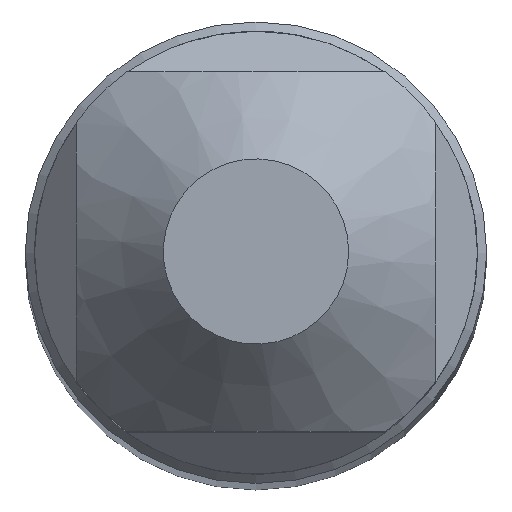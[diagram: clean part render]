
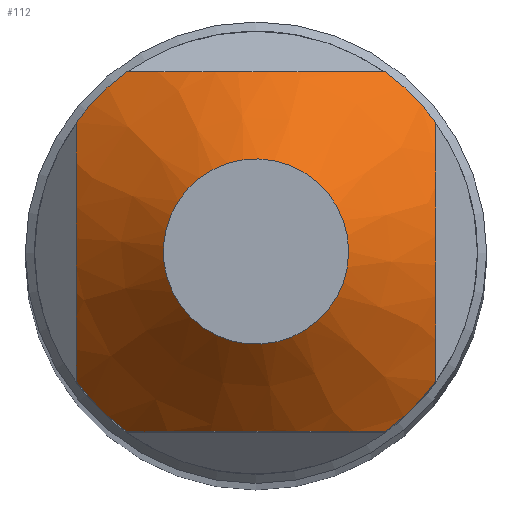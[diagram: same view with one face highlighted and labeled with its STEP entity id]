
A CAD part, top view. The second image highlights one B-rep face of the part: STEP entity #112.
In plain terms, the highlighted conical face has half-angle 45 degrees and reference radius 0.719 mm.
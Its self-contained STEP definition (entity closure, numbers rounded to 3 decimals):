
#112=ADVANCED_FACE('',(#140,#141),#125,.T.);
#125=CONICAL_SURFACE('',#421,0.719,45.);
#140=FACE_BOUND('',#171,.T.);
#141=FACE_BOUND('',#172,.T.);
#171=EDGE_LOOP('',(#219));
#172=EDGE_LOOP('',(#220,#221,#222,#223,#224,#225,#226,#227));
#219=ORIENTED_EDGE('',*,*,#299,.F.);
#220=ORIENTED_EDGE('',*,*,#315,.T.);
#221=ORIENTED_EDGE('',*,*,#316,.T.);
#222=ORIENTED_EDGE('',*,*,#317,.T.);
#223=ORIENTED_EDGE('',*,*,#303,.T.);
#224=ORIENTED_EDGE('',*,*,#318,.T.);
#225=ORIENTED_EDGE('',*,*,#308,.T.);
#226=ORIENTED_EDGE('',*,*,#319,.T.);
#227=ORIENTED_EDGE('',*,*,#313,.T.);
#270=VERTEX_POINT('',#597);
#273=VERTEX_POINT('',#605);
#274=VERTEX_POINT('',#612);
#277=VERTEX_POINT('',#621);
#278=VERTEX_POINT('',#628);
#281=VERTEX_POINT('',#637);
#282=VERTEX_POINT('',#644);
#283=VERTEX_POINT('',#648);
#284=VERTEX_POINT('',#655);
#299=EDGE_CURVE('',#270,#270,#336,.T.);
#303=EDGE_CURVE('',#274,#273,#356,.T.);
#308=EDGE_CURVE('',#278,#277,#357,.T.);
#313=EDGE_CURVE('',#282,#281,#358,.T.);
#315=EDGE_CURVE('',#281,#283,#337,.T.);
#316=EDGE_CURVE('',#283,#284,#359,.T.);
#317=EDGE_CURVE('',#284,#274,#338,.T.);
#318=EDGE_CURVE('',#273,#278,#339,.T.);
#319=EDGE_CURVE('',#277,#282,#340,.T.);
#336=CIRCLE('',#406,0.719);
#337=CIRCLE('',#417,1.719);
#338=CIRCLE('',#418,1.719);
#339=CIRCLE('',#419,1.719);
#340=CIRCLE('',#420,1.719);
#356=B_SPLINE_CURVE_WITH_KNOTS('',3,(#606,#607,#608,#609,#610,#611),
 .UNSPECIFIED.,.F.,.F.,(4,2,4),(0.,0.5,1.),.UNSPECIFIED.);
#357=B_SPLINE_CURVE_WITH_KNOTS('',3,(#622,#623,#624,#625,#626,#627),
 .UNSPECIFIED.,.F.,.F.,(4,2,4),(0.,0.5,1.),.UNSPECIFIED.);
#358=B_SPLINE_CURVE_WITH_KNOTS('',3,(#638,#639,#640,#641,#642,#643),
 .UNSPECIFIED.,.F.,.F.,(4,2,4),(0.,0.5,1.),.UNSPECIFIED.);
#359=B_SPLINE_CURVE_WITH_KNOTS('',3,(#649,#650,#651,#652,#653,#654),
 .UNSPECIFIED.,.F.,.F.,(4,2,4),(0.,0.5,1.),.UNSPECIFIED.);
#406=AXIS2_PLACEMENT_3D('',#596,#470,#471);
#417=AXIS2_PLACEMENT_3D('',#647,#501,#502);
#418=AXIS2_PLACEMENT_3D('',#656,#503,#504);
#419=AXIS2_PLACEMENT_3D('',#657,#505,#506);
#420=AXIS2_PLACEMENT_3D('',#658,#507,#508);
#421=AXIS2_PLACEMENT_3D('',#659,#509,#510);
#470=DIRECTION('',(0.,0.,1.));
#471=DIRECTION('',(1.,0.,0.));
#501=DIRECTION('',(0.,0.,1.));
#502=DIRECTION('',(-1.,0.,0.));
#503=DIRECTION('',(0.,0.,1.));
#504=DIRECTION('',(-1.,0.,0.));
#505=DIRECTION('',(0.,0.,1.));
#506=DIRECTION('',(-1.,0.,0.));
#507=DIRECTION('',(0.,0.,1.));
#508=DIRECTION('',(-1.,0.,0.));
#509=DIRECTION('',(0.,0.,-1.));
#510=DIRECTION('',(-1.,0.,0.));
#596=CARTESIAN_POINT('',(0.,0.,0.));
#597=CARTESIAN_POINT('',(0.719,0.,0.));
#605=CARTESIAN_POINT('',(-1.004,1.395,-1.));
#606=CARTESIAN_POINT('',(1.004,1.395,-1.));
#607=CARTESIAN_POINT('',(0.697,1.395,-0.82));
#608=CARTESIAN_POINT('',(0.355,1.395,-0.676));
#609=CARTESIAN_POINT('',(-0.354,1.395,-0.676));
#610=CARTESIAN_POINT('',(-0.698,1.395,-0.821));
#611=CARTESIAN_POINT('',(-1.004,1.395,-1.));
#612=CARTESIAN_POINT('',(1.004,1.395,-1.));
#621=CARTESIAN_POINT('',(-1.395,-1.004,-1.));
#622=CARTESIAN_POINT('',(-1.395,1.004,-1.));
#623=CARTESIAN_POINT('',(-1.395,0.698,-0.821));
#624=CARTESIAN_POINT('',(-1.395,0.354,-0.676));
#625=CARTESIAN_POINT('',(-1.395,-0.355,-0.676));
#626=CARTESIAN_POINT('',(-1.395,-0.697,-0.82));
#627=CARTESIAN_POINT('',(-1.395,-1.004,-1.));
#628=CARTESIAN_POINT('',(-1.395,1.004,-1.));
#637=CARTESIAN_POINT('',(1.004,-1.395,-1.));
#638=CARTESIAN_POINT('',(-1.004,-1.395,-1.));
#639=CARTESIAN_POINT('',(-0.698,-1.395,-0.821));
#640=CARTESIAN_POINT('',(-0.354,-1.395,-0.676));
#641=CARTESIAN_POINT('',(0.355,-1.395,-0.676));
#642=CARTESIAN_POINT('',(0.697,-1.395,-0.82));
#643=CARTESIAN_POINT('',(1.004,-1.395,-1.));
#644=CARTESIAN_POINT('',(-1.004,-1.395,-1.));
#647=CARTESIAN_POINT('',(0.,0.,-1.));
#648=CARTESIAN_POINT('',(1.395,-1.004,-1.));
#649=CARTESIAN_POINT('',(1.395,-1.004,-1.));
#650=CARTESIAN_POINT('',(1.395,-0.697,-0.82));
#651=CARTESIAN_POINT('',(1.395,-0.355,-0.676));
#652=CARTESIAN_POINT('',(1.395,0.354,-0.676));
#653=CARTESIAN_POINT('',(1.395,0.698,-0.821));
#654=CARTESIAN_POINT('',(1.395,1.004,-1.));
#655=CARTESIAN_POINT('',(1.395,1.004,-1.));
#656=CARTESIAN_POINT('',(0.,0.,-1.));
#657=CARTESIAN_POINT('',(0.,0.,-1.));
#658=CARTESIAN_POINT('',(0.,0.,-1.));
#659=CARTESIAN_POINT('',(0.,0.,0.));
